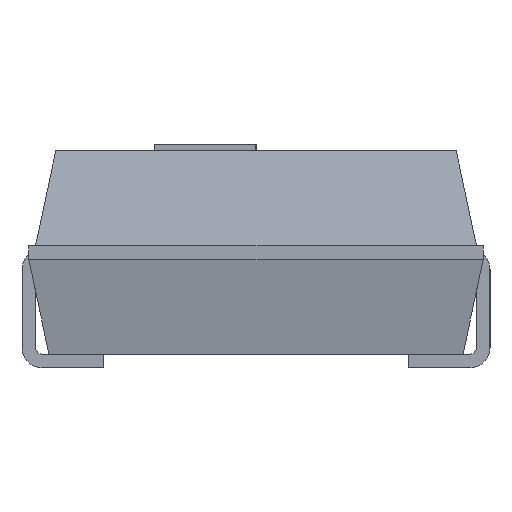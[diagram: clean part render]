
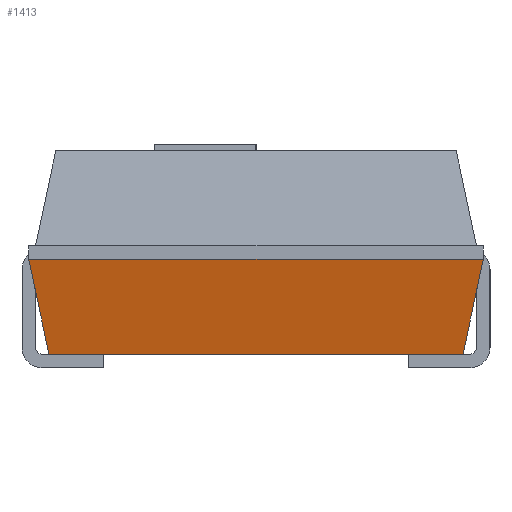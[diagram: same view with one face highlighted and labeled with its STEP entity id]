
A CAD part, left-side view. The second image highlights one B-rep face of the part: STEP entity #1413.
In plain terms, the highlighted free-form (B-spline) face has degree [1, 1] with [2, 2] control points.
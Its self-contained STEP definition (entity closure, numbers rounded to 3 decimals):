
#59=CARTESIAN_POINT('',(-8.102,-3.052,0.1));
#188=VERTEX_POINT('',#59);
#190=EDGE_CURVE('',#191,#188,#193,.T.);
#191=VERTEX_POINT('',#192);
#192=CARTESIAN_POINT('',(-8.102,3.052,0.1));
#193=LINE('',#192,#194);
#194=VECTOR('',#195,1.);
#195=DIRECTION('',(0.,-1.,0.));
#352=EDGE_CURVE('',#191,#353,#355,.T.);
#353=VERTEX_POINT('',#354);
#354=CARTESIAN_POINT('',(-8.4,3.35,1.5));
#355=B_SPLINE_CURVE_WITH_KNOTS('',1,(#192,#354),.UNSPECIFIED.,.F.,.F.,(2,2),(0.,1.),.PIECEWISE_BEZIER_KNOTS.);
#533=EDGE_CURVE('',#188,#534,#536,.T.);
#534=VERTEX_POINT('',#535);
#535=CARTESIAN_POINT('',(-8.4,-3.35,1.5));
#536=B_SPLINE_CURVE_WITH_KNOTS('',1,(#59,#535),.UNSPECIFIED.,.F.,.F.,(2,2),(0.,1.),.PIECEWISE_BEZIER_KNOTS.);
#1413=ADVANCED_FACE('',(#1414),#1422,.T.);
#1414=FACE_BOUND('',#1415,.T.);
#1415=EDGE_LOOP('',(#1416,#1417,#1418,#1421));
#1416=ORIENTED_EDGE('',*,*,#190,.T.);
#1417=ORIENTED_EDGE('',*,*,#533,.T.);
#1418=ORIENTED_EDGE('',*,*,#1419,.F.);
#1419=EDGE_CURVE('',#353,#534,#1420,.T.);
#1420=LINE('',#354,#194);
#1421=ORIENTED_EDGE('',*,*,#352,.F.);
#1422=B_SPLINE_SURFACE_WITH_KNOTS('',1,1,((#192,#354),(#59,#535)),.UNSPECIFIED.,.F.,.F.,.F.,(2,2),(2,2),(0.,6.7),(0.,1.),.PIECEWISE_BEZIER_KNOTS.);
